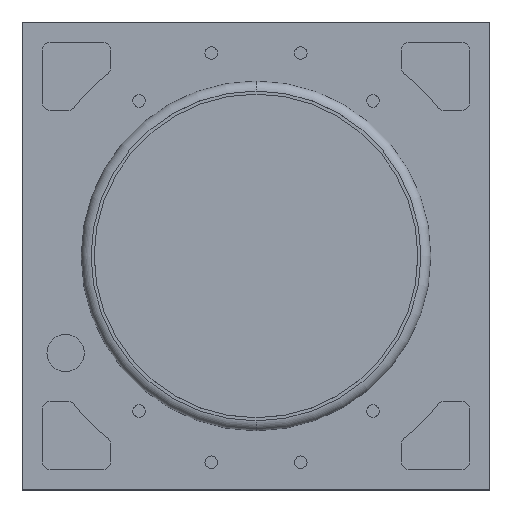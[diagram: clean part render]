
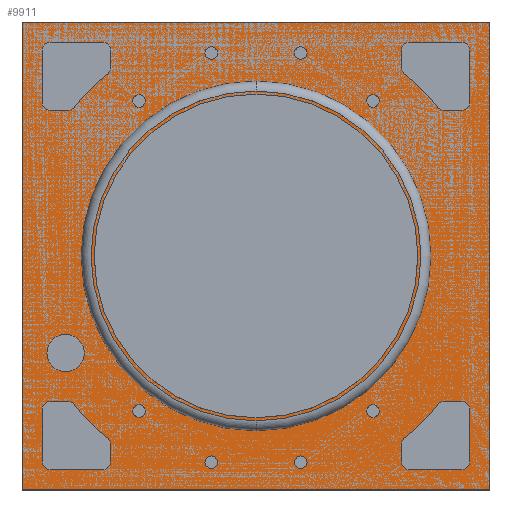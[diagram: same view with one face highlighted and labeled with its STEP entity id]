
A CAD part, top view. The second image highlights one B-rep face of the part: STEP entity #9911.
In plain terms, the highlighted planar face has unit normal (0, 0, 1).
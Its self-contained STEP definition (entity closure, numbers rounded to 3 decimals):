
#444 = DIRECTION ( 'NONE',  ( 0., -1., 0. ) ) ;
#856 = CARTESIAN_POINT ( 'NONE',  ( 2722.083, 1827.617, 1. ) ) ;
#988 = VECTOR ( 'NONE', #5387, 1000. ) ;
#1059 = AXIS2_PLACEMENT_3D ( 'NONE', #8402, #1328, #11306 ) ;
#1091 = VERTEX_POINT ( 'NONE', #17074 ) ;
#1328 = DIRECTION ( 'NONE',  ( 0., 0., 1. ) ) ;
#3412 = LINE ( 'NONE', #14767, #17758 ) ;
#4735 = DIRECTION ( 'NONE',  ( 1., 0., 0. ) ) ;
#5387 = DIRECTION ( 'NONE',  ( 0., 1., 0. ) ) ;
#5725 = LINE ( 'NONE', #856, #12448 ) ;
#6047 = EDGE_CURVE ( 'NONE', #1091, #11717, #5725, .T. ) ;
#6781 = CARTESIAN_POINT ( 'NONE',  ( 2703.283, 1827.617, 1. ) ) ;
#6998 = PLANE ( 'NONE',  #1059 ) ;
#7283 = EDGE_LOOP ( 'NONE', ( #9108, #10908, #14958, #13130 ) ) ;
#7438 = CARTESIAN_POINT ( 'NONE',  ( 2703.283, 1827.617, 1. ) ) ;
#7616 = CARTESIAN_POINT ( 'NONE',  ( 2722.083, 1808.817, 1. ) ) ;
#8054 = EDGE_CURVE ( 'NONE', #10168, #1091, #15275, .T. ) ;
#8402 = CARTESIAN_POINT ( 'NONE',  ( 0., 0., 1. ) ) ;
#9108 = ORIENTED_EDGE ( 'NONE', *, *, #14379, .T. ) ;
#9911 = ADVANCED_FACE ( 'NONE', ( #14338 ), #6998, .T. ) ;
#10141 = VECTOR ( 'NONE', #444, 1000. ) ;
#10168 = VERTEX_POINT ( 'NONE', #7616 ) ;
#10908 = ORIENTED_EDGE ( 'NONE', *, *, #16696, .T. ) ;
#11306 = DIRECTION ( 'NONE',  ( 1., 0., 0. ) ) ;
#11717 = VERTEX_POINT ( 'NONE', #6781 ) ;
#12448 = VECTOR ( 'NONE', #15130, 1000. ) ;
#13130 = ORIENTED_EDGE ( 'NONE', *, *, #6047, .T. ) ;
#13374 = VERTEX_POINT ( 'NONE', #17563 ) ;
#14338 = FACE_OUTER_BOUND ( 'NONE', #7283, .T. ) ;
#14379 = EDGE_CURVE ( 'NONE', #11717, #13374, #14401, .T. ) ;
#14401 = LINE ( 'NONE', #7438, #10141 ) ;
#14767 = CARTESIAN_POINT ( 'NONE',  ( 2703.283, 1808.817, 1. ) ) ;
#14958 = ORIENTED_EDGE ( 'NONE', *, *, #8054, .T. ) ;
#15130 = DIRECTION ( 'NONE',  ( -1., 0., 0. ) ) ;
#15275 = LINE ( 'NONE', #15406, #988 ) ;
#15406 = CARTESIAN_POINT ( 'NONE',  ( 2722.083, 1808.817, 1. ) ) ;
#16696 = EDGE_CURVE ( 'NONE', #13374, #10168, #3412, .T. ) ;
#17074 = CARTESIAN_POINT ( 'NONE',  ( 2722.083, 1827.617, 1. ) ) ;
#17563 = CARTESIAN_POINT ( 'NONE',  ( 2703.283, 1808.817, 1. ) ) ;
#17758 = VECTOR ( 'NONE', #4735, 1000. ) ;
